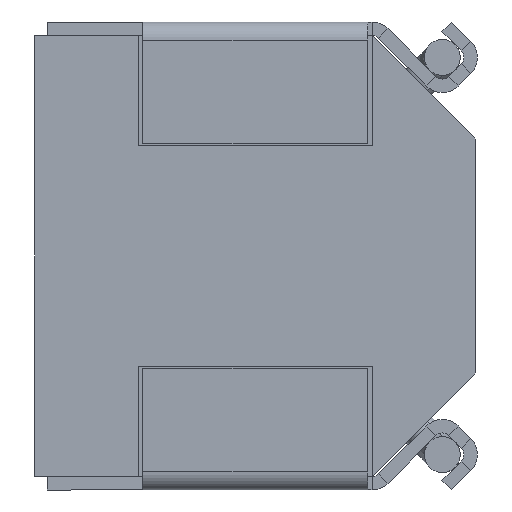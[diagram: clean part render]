
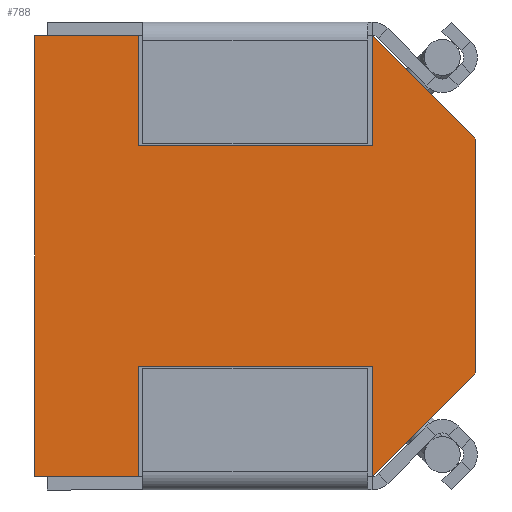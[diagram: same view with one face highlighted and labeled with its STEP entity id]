
A CAD part, front view. The second image highlights one B-rep face of the part: STEP entity #788.
In plain terms, the highlighted planar face has unit normal (0, -1, 0).
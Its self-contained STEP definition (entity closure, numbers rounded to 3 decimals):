
#17 = CARTESIAN_POINT ( 'NONE',  ( -2.45, 0.05, 2.45 ) ) ;
#31 = VECTOR ( 'NONE', #1920, 1000. ) ;
#133 = ORIENTED_EDGE ( 'NONE', *, *, #2916, .F. ) ;
#139 = VERTEX_POINT ( 'NONE', #3005 ) ;
#237 = VERTEX_POINT ( 'NONE', #1119 ) ;
#277 = LINE ( 'NONE', #1704, #2214 ) ;
#285 = VECTOR ( 'NONE', #1240, 1000. ) ;
#298 = LINE ( 'NONE', #662, #3401 ) ;
#414 = CARTESIAN_POINT ( 'NONE',  ( -1.3, 0.05, -1.226 ) ) ;
#452 = CARTESIAN_POINT ( 'NONE',  ( -1.3, 0.05, -2.45 ) ) ;
#462 = EDGE_CURVE ( 'NONE', #1939, #1825, #2169, .T. ) ;
#493 = DIRECTION ( 'NONE',  ( 1., 0., 0. ) ) ;
#596 = EDGE_CURVE ( 'NONE', #139, #1054, #3865, .T. ) ;
#625 = CARTESIAN_POINT ( 'NONE',  ( 1.875, 0.05, -1.875 ) ) ;
#648 = CARTESIAN_POINT ( 'NONE',  ( 1.3, 0.05, 1.226 ) ) ;
#657 = DIRECTION ( 'NONE',  ( 0., 0., 1. ) ) ;
#662 = CARTESIAN_POINT ( 'NONE',  ( 1.875, 0.05, 1.875 ) ) ;
#703 = CARTESIAN_POINT ( 'NONE',  ( -1.3, 0.05, 1.226 ) ) ;
#709 = DIRECTION ( 'NONE',  ( -0.707, 0., 0.707 ) ) ;
#717 = VECTOR ( 'NONE', #3179, 1000. ) ;
#775 = DIRECTION ( 'NONE',  ( 0., 1., 0. ) ) ;
#788 = ADVANCED_FACE ( 'NONE', ( #3251 ), #1709, .F. ) ;
#847 = LINE ( 'NONE', #648, #1041 ) ;
#856 = LINE ( 'NONE', #1564, #717 ) ;
#874 = VERTEX_POINT ( 'NONE', #2029 ) ;
#928 = CARTESIAN_POINT ( 'NONE',  ( 1.3, 0.05, -1.226 ) ) ;
#1014 = VERTEX_POINT ( 'NONE', #928 ) ;
#1041 = VECTOR ( 'NONE', #3132, 1000. ) ;
#1052 = VECTOR ( 'NONE', #493, 1000. ) ;
#1054 = VERTEX_POINT ( 'NONE', #3113 ) ;
#1098 = ORIENTED_EDGE ( 'NONE', *, *, #3606, .F. ) ;
#1119 = CARTESIAN_POINT ( 'NONE',  ( 2.45, 0.05, 1.3 ) ) ;
#1164 = DIRECTION ( 'NONE',  ( -1., 0., 0. ) ) ;
#1240 = DIRECTION ( 'NONE',  ( 0., 0., 1. ) ) ;
#1300 = LINE ( 'NONE', #1576, #2168 ) ;
#1310 = ORIENTED_EDGE ( 'NONE', *, *, #2930, .F. ) ;
#1324 = VERTEX_POINT ( 'NONE', #1540 ) ;
#1429 = CARTESIAN_POINT ( 'NONE',  ( -2.45, 0.05, -2.45 ) ) ;
#1440 = ORIENTED_EDGE ( 'NONE', *, *, #3552, .F. ) ;
#1521 = EDGE_CURVE ( 'NONE', #237, #1324, #298, .T. ) ;
#1540 = CARTESIAN_POINT ( 'NONE',  ( 1.3, 0.05, 2.45 ) ) ;
#1564 = CARTESIAN_POINT ( 'NONE',  ( 1.3, 0.05, 1.226 ) ) ;
#1576 = CARTESIAN_POINT ( 'NONE',  ( -2.45, 0.05, -2.45 ) ) ;
#1578 = VECTOR ( 'NONE', #1694, 1000. ) ;
#1694 = DIRECTION ( 'NONE',  ( 0., 0., -1. ) ) ;
#1704 = CARTESIAN_POINT ( 'NONE',  ( 2.45, 0.05, -2.45 ) ) ;
#1709 = PLANE ( 'NONE',  #4023 ) ;
#1754 = DIRECTION ( 'NONE',  ( -1., 0., 0. ) ) ;
#1813 = DIRECTION ( 'NONE',  ( 0.707, 0., 0.707 ) ) ;
#1825 = VERTEX_POINT ( 'NONE', #2001 ) ;
#1920 = DIRECTION ( 'NONE',  ( 0., 0., -1. ) ) ;
#1939 = VERTEX_POINT ( 'NONE', #3548 ) ;
#1962 = LINE ( 'NONE', #2843, #31 ) ;
#1995 = DIRECTION ( 'NONE',  ( 0., 0., -1. ) ) ;
#2001 = CARTESIAN_POINT ( 'NONE',  ( 2.45, 0.05, -1.3 ) ) ;
#2003 = LINE ( 'NONE', #1429, #3960 ) ;
#2029 = CARTESIAN_POINT ( 'NONE',  ( 1.3, 0.05, 1.226 ) ) ;
#2055 = LINE ( 'NONE', #2356, #1578 ) ;
#2126 = ORIENTED_EDGE ( 'NONE', *, *, #3111, .F. ) ;
#2168 = VECTOR ( 'NONE', #657, 1000. ) ;
#2169 = LINE ( 'NONE', #625, #3975 ) ;
#2178 = CARTESIAN_POINT ( 'NONE',  ( 1.3, 0.05, -1.226 ) ) ;
#2199 = EDGE_CURVE ( 'NONE', #1939, #1014, #2934, .T. ) ;
#2214 = VECTOR ( 'NONE', #1995, 1000. ) ;
#2346 = VERTEX_POINT ( 'NONE', #414 ) ;
#2356 = CARTESIAN_POINT ( 'NONE',  ( -1.3, 0.05, -1.226 ) ) ;
#2508 = ORIENTED_EDGE ( 'NONE', *, *, #1521, .T. ) ;
#2515 = ORIENTED_EDGE ( 'NONE', *, *, #2199, .F. ) ;
#2627 = DIRECTION ( 'NONE',  ( 0., 0., 1. ) ) ;
#2704 = ORIENTED_EDGE ( 'NONE', *, *, #2774, .F. ) ;
#2728 = CARTESIAN_POINT ( 'NONE',  ( -2.45, 0.05, -2.45 ) ) ;
#2774 = EDGE_CURVE ( 'NONE', #1014, #2346, #2845, .T. ) ;
#2843 = CARTESIAN_POINT ( 'NONE',  ( -1.3, 0.05, 1.226 ) ) ;
#2845 = LINE ( 'NONE', #3965, #3776 ) ;
#2906 = VERTEX_POINT ( 'NONE', #703 ) ;
#2911 = EDGE_LOOP ( 'NONE', ( #3332, #2508, #1098, #1310, #133, #3454, #1440, #3532, #2126, #2704, #2515, #3832 ) ) ;
#2916 = EDGE_CURVE ( 'NONE', #1054, #2906, #1962, .T. ) ;
#2930 = EDGE_CURVE ( 'NONE', #2906, #874, #847, .T. ) ;
#2934 = LINE ( 'NONE', #2178, #285 ) ;
#3005 = CARTESIAN_POINT ( 'NONE',  ( -2.45, 0.05, 2.45 ) ) ;
#3070 = VERTEX_POINT ( 'NONE', #452 ) ;
#3111 = EDGE_CURVE ( 'NONE', #2346, #3070, #2055, .T. ) ;
#3113 = CARTESIAN_POINT ( 'NONE',  ( -1.3, 0.05, 2.45 ) ) ;
#3132 = DIRECTION ( 'NONE',  ( 1., 0., 0. ) ) ;
#3179 = DIRECTION ( 'NONE',  ( 0., 0., 1. ) ) ;
#3194 = EDGE_CURVE ( 'NONE', #3070, #3283, #2003, .T. ) ;
#3206 = EDGE_CURVE ( 'NONE', #237, #1825, #277, .T. ) ;
#3251 = FACE_OUTER_BOUND ( 'NONE', #2911, .T. ) ;
#3277 = CARTESIAN_POINT ( 'NONE',  ( 0., 0.05, 0. ) ) ;
#3283 = VERTEX_POINT ( 'NONE', #2728 ) ;
#3332 = ORIENTED_EDGE ( 'NONE', *, *, #3206, .F. ) ;
#3401 = VECTOR ( 'NONE', #709, 1000. ) ;
#3454 = ORIENTED_EDGE ( 'NONE', *, *, #596, .F. ) ;
#3532 = ORIENTED_EDGE ( 'NONE', *, *, #3194, .F. ) ;
#3548 = CARTESIAN_POINT ( 'NONE',  ( 1.3, 0.05, -2.45 ) ) ;
#3552 = EDGE_CURVE ( 'NONE', #3283, #139, #1300, .T. ) ;
#3606 = EDGE_CURVE ( 'NONE', #874, #1324, #856, .T. ) ;
#3776 = VECTOR ( 'NONE', #1164, 1000. ) ;
#3832 = ORIENTED_EDGE ( 'NONE', *, *, #462, .T. ) ;
#3865 = LINE ( 'NONE', #17, #1052 ) ;
#3960 = VECTOR ( 'NONE', #1754, 1000. ) ;
#3965 = CARTESIAN_POINT ( 'NONE',  ( 1.3, 0.05, -1.226 ) ) ;
#3975 = VECTOR ( 'NONE', #1813, 1000. ) ;
#4023 = AXIS2_PLACEMENT_3D ( 'NONE', #3277, #775, #2627 ) ;
